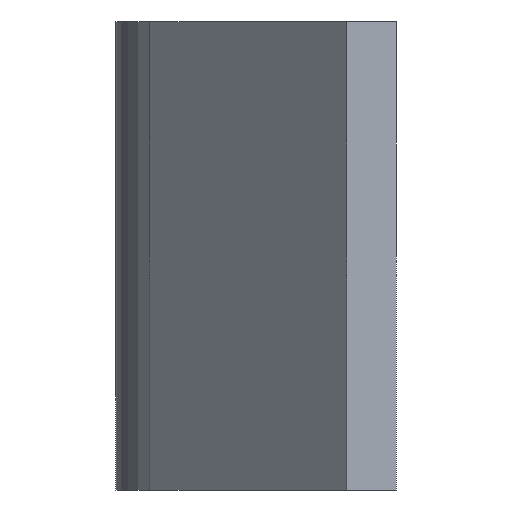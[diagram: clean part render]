
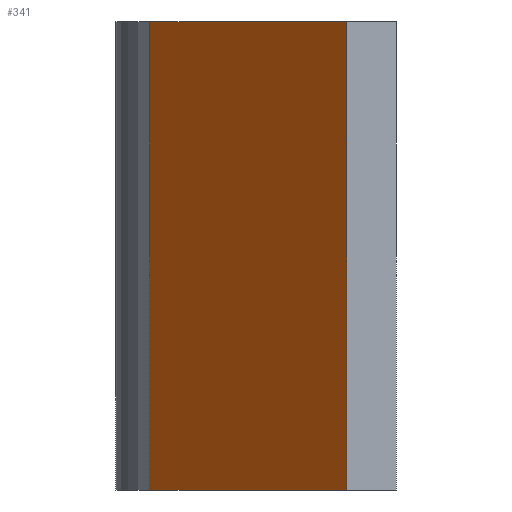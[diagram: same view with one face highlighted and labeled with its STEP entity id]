
A CAD part, left-side view. The second image highlights one B-rep face of the part: STEP entity #341.
In plain terms, the highlighted planar face has unit normal (-0.707, 0.707, 0).
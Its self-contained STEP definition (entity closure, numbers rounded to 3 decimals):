
#43=FACE_OUTER_BOUND('',#62,.T.);
#62=EDGE_LOOP('',(#261,#262,#263,#264));
#90=LINE('',#549,#126);
#92=LINE('',#553,#128);
#93=LINE('',#555,#129);
#94=LINE('',#556,#130);
#126=VECTOR('',#448,10.);
#128=VECTOR('',#452,10.);
#129=VECTOR('',#453,10.);
#130=VECTOR('',#454,10.);
#161=VERTEX_POINT('',#546);
#162=VERTEX_POINT('',#548);
#163=VERTEX_POINT('',#552);
#164=VERTEX_POINT('',#554);
#200=EDGE_CURVE('',#162,#161,#90,.T.);
#202=EDGE_CURVE('',#161,#163,#92,.T.);
#203=EDGE_CURVE('',#164,#163,#93,.T.);
#204=EDGE_CURVE('',#162,#164,#94,.T.);
#261=ORIENTED_EDGE('',*,*,#202,.T.);
#262=ORIENTED_EDGE('',*,*,#203,.F.);
#263=ORIENTED_EDGE('',*,*,#204,.F.);
#264=ORIENTED_EDGE('',*,*,#200,.T.);
#326=PLANE('',#385);
#341=ADVANCED_FACE('',(#43),#326,.T.);
#385=AXIS2_PLACEMENT_3D('',#551,#450,#451);
#448=DIRECTION('',(0.,0.,1.));
#450=DIRECTION('center_axis',(-0.707,0.707,0.));
#451=DIRECTION('ref_axis',(0.,0.,1.));
#452=DIRECTION('',(0.707,0.707,0.));
#453=DIRECTION('',(0.,0.,1.));
#454=DIRECTION('',(0.707,0.707,0.));
#546=CARTESIAN_POINT('',(56.256,201.477,40.));
#548=CARTESIAN_POINT('',(56.256,201.477,0.));
#549=CARTESIAN_POINT('',(56.256,201.477,0.));
#551=CARTESIAN_POINT('Origin',(56.256,201.477,0.));
#552=CARTESIAN_POINT('',(73.084,218.306,40.));
#553=CARTESIAN_POINT('',(56.256,201.477,40.));
#554=CARTESIAN_POINT('',(73.084,218.306,0.));
#555=CARTESIAN_POINT('',(73.084,218.306,0.));
#556=CARTESIAN_POINT('',(56.256,201.477,0.));
